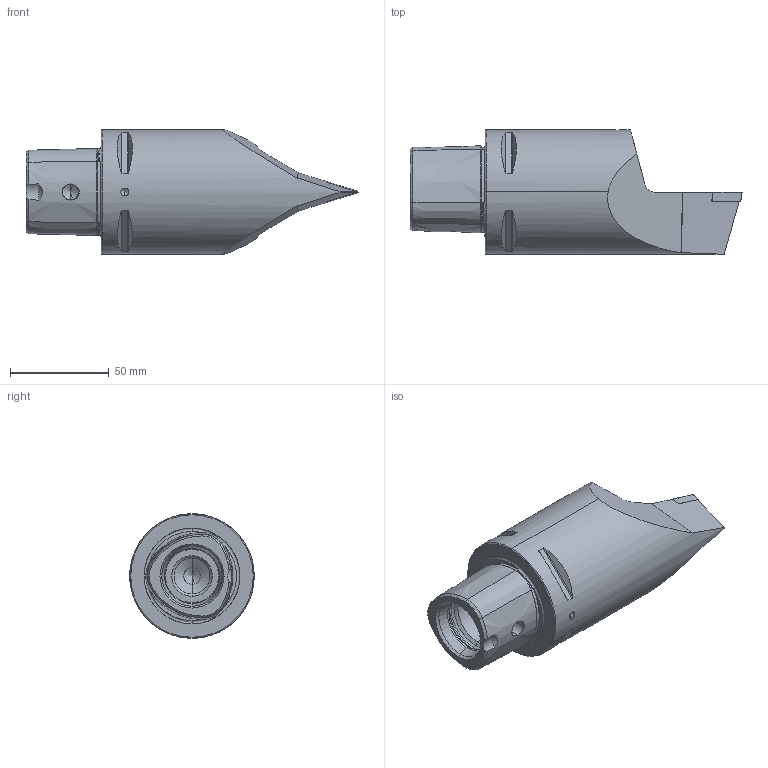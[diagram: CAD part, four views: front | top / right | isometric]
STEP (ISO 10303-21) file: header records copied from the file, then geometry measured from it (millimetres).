
FILE_DESCRIPTION (( 'STEP AP214' ), '1' );
FILE_NAME ('PS6.KVF.NVA.130.STEP', '2019-04-12T11:42:15', ( '' ), ( '' ), 'SwSTEP 2.0', 'SolidWorks 2017', '' );
FILE_SCHEMA (( 'AUTOMOTIVE_DESIGN' ));
Length unit declared in the file: millimetre
Products named in the file (9): KVT_MB_600_060; PS6-KVF.NVA.130_A; WCB-ER2.001.009_A; VBMT160404; PS6.KVF.NVA.130
Assembly tree (4 placements, depth 2):
  WCB-ER2.001.009_A
  KVT_MB_600_060
  VBMT160404
  PS6.KVF.NVA.130
    PS6-KVF.NVA.130_A
    VBMT160404
    WCB-ER2.001.009_A
    KVT_MB_600_060
  PS6-KVF.NVA.130_A
Bounding box: 168 x 63 x 63 mm (x, y, z)
Volume: 286671.3 mm3; surface area: 37413.9 mm2
Topology: 5 solids, 5 shells, 276 faces, 672 edges, 400 vertices
Faces by surface type: cone 97, cylinder 71, plane 56, torus 34, bspline 14, sphere 4
Entity records: 9195 total; most frequent: CARTESIAN_POINT 2782, ORIENTED_EDGE 1306, DIRECTION 1265, EDGE_CURVE 653, AXIS2_PLACEMENT_3D 510, VERTEX_POINT 397, EDGE_LOOP 294, FACE_OUTER_BOUND 276
